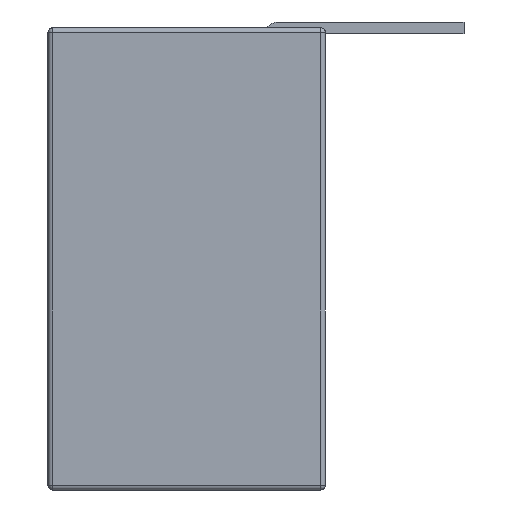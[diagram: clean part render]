
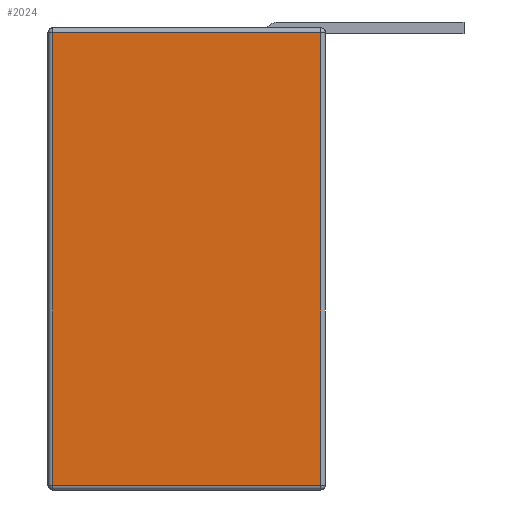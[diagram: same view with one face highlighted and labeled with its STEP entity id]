
A CAD part, left-side view. The second image highlights one B-rep face of the part: STEP entity #2024.
In plain terms, the highlighted planar face has unit normal (-1, 0, 0).
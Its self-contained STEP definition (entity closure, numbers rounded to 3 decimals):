
#54 = CARTESIAN_POINT ( 'NONE',  ( -9.75, 5.9, -9.9 ) ) ;
#271 = CARTESIAN_POINT ( 'NONE',  ( -9.75, 6., -9.9 ) ) ;
#407 = LINE ( 'NONE', #4739, #10918 ) ;
#599 = CARTESIAN_POINT ( 'NONE',  ( -9.75, 5.9, -10. ) ) ;
#602 = EDGE_CURVE ( 'NONE', #9493, #7821, #10757, .T. ) ;
#700 = DIRECTION ( 'NONE',  ( 0., 0., 1. ) ) ;
#787 = EDGE_CURVE ( 'NONE', #7821, #1930, #407, .T. ) ;
#1204 = VECTOR ( 'NONE', #1633, 1000. ) ;
#1223 = AXIS2_PLACEMENT_3D ( 'NONE', #8605, #4536, #11648 ) ;
#1302 = EDGE_CURVE ( 'NONE', #1930, #6869, #9179, .T. ) ;
#1624 = EDGE_CURVE ( 'NONE', #6869, #9493, #9315, .T. ) ;
#1633 = DIRECTION ( 'NONE',  ( 0., 0., -1. ) ) ;
#1930 = VERTEX_POINT ( 'NONE', #7508 ) ;
#2024 = ADVANCED_FACE ( 'NONE', ( #5818 ), #3514, .F. ) ;
#3514 = PLANE ( 'NONE',  #1223 ) ;
#4536 = DIRECTION ( 'NONE',  ( 1., 0., 0. ) ) ;
#4634 = ORIENTED_EDGE ( 'NONE', *, *, #602, .T. ) ;
#4739 = CARTESIAN_POINT ( 'NONE',  ( -9.75, 0.1, -0.5 ) ) ;
#4755 = CARTESIAN_POINT ( 'NONE',  ( -9.75, 6., -0.1 ) ) ;
#5818 = FACE_OUTER_BOUND ( 'NONE', #9267, .T. ) ;
#6192 = CARTESIAN_POINT ( 'NONE',  ( -9.75, 5.9, -0.1 ) ) ;
#6474 = VECTOR ( 'NONE', #7699, 1000. ) ;
#6869 = VERTEX_POINT ( 'NONE', #6192 ) ;
#7508 = CARTESIAN_POINT ( 'NONE',  ( -9.75, 0.1, -0.1 ) ) ;
#7699 = DIRECTION ( 'NONE',  ( 0., 1., 0. ) ) ;
#7821 = VERTEX_POINT ( 'NONE', #9546 ) ;
#8076 = VECTOR ( 'NONE', #8430, 1000. ) ;
#8430 = DIRECTION ( 'NONE',  ( 0., -1., 0. ) ) ;
#8605 = CARTESIAN_POINT ( 'NONE',  ( -9.75, 6., -0.5 ) ) ;
#8684 = ORIENTED_EDGE ( 'NONE', *, *, #1302, .T. ) ;
#9179 = LINE ( 'NONE', #4755, #6474 ) ;
#9267 = EDGE_LOOP ( 'NONE', ( #11028, #4634, #10424, #8684 ) ) ;
#9315 = LINE ( 'NONE', #599, #1204 ) ;
#9493 = VERTEX_POINT ( 'NONE', #54 ) ;
#9546 = CARTESIAN_POINT ( 'NONE',  ( -9.75, 0.1, -9.9 ) ) ;
#10424 = ORIENTED_EDGE ( 'NONE', *, *, #787, .T. ) ;
#10757 = LINE ( 'NONE', #271, #8076 ) ;
#10918 = VECTOR ( 'NONE', #700, 1000. ) ;
#11028 = ORIENTED_EDGE ( 'NONE', *, *, #1624, .T. ) ;
#11648 = DIRECTION ( 'NONE',  ( 0., 0., -1. ) ) ;
